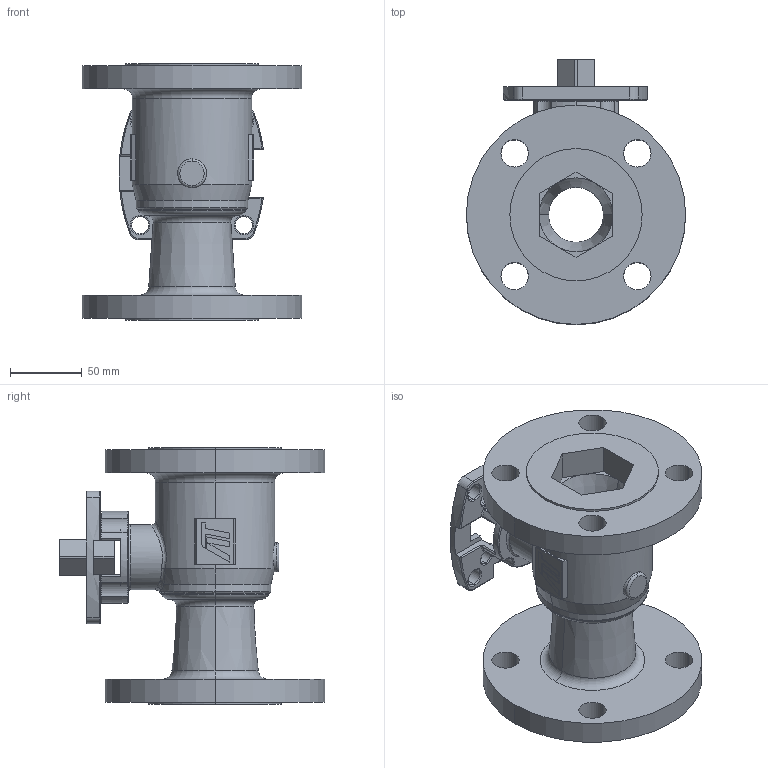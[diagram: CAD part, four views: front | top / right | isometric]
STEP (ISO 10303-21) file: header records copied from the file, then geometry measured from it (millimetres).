
FILE_DESCRIPTION (( 'STEP AP214' ), '1' );
FILE_NAME ('F91-F1-0200-XXX BARE STEM.step', '2019-09-20T11:02:10', ( '' ), ( '' ), 'SwSTEP 2.0', 'SolidWorks 2019', '' );
FILE_SCHEMA (( 'AUTOMOTIVE_DESIGN' ));
Length unit declared in the file: inch
Products named in the file (2): F91-F1-0200-XXX BARE STEM
Bounding box: 152.4 x 184.4 x 178.31 mm (x, y, z)
Surface area: 161695.3 mm2 (no closed solid volume)
Topology: 0 solids, 4 shells, 279 faces, 732 edges, 458 vertices
Faces by surface type: plane 102, cylinder 94, torus 62, cone 11, bspline 10
Entity records: 13345 total; most frequent: CARTESIAN_POINT 2676, DIRECTION 1527, ORIENTED_EDGE 1415, EDGE_CURVE 732, AXIS2_PLACEMENT_3D 586, VERTEX_POINT 458, VECTOR 355, LINE 355
